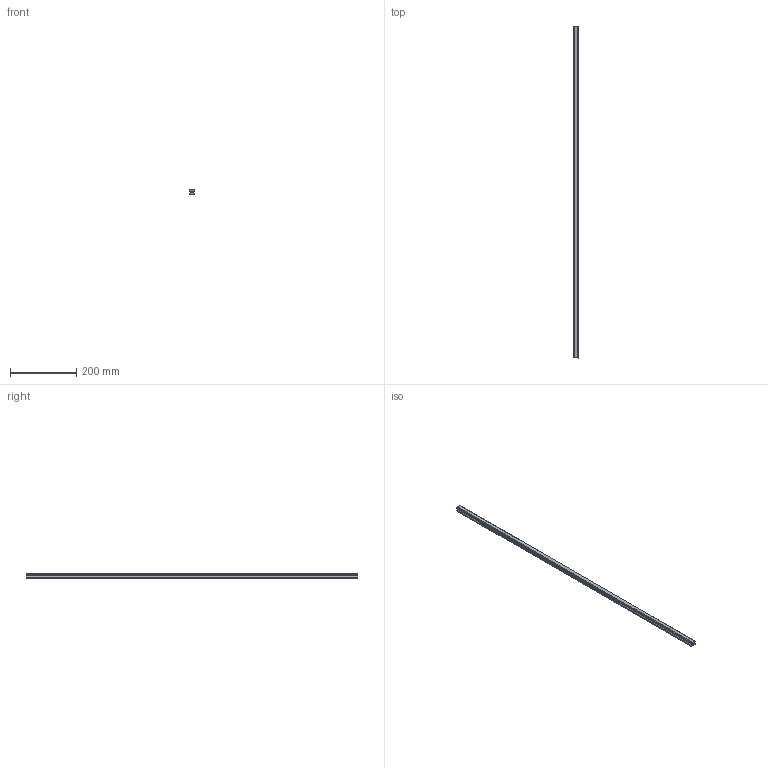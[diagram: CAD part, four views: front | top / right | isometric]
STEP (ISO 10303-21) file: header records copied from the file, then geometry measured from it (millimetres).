
FILE_DESCRIPTION(/* description */ ('Alibre Inc.'),/* implementation_level */ '2;1');
FILE_NAME(/* name */ 'export-8A90C0B3-221C-4BD7-8BCF-45A308EA54C4',/* time_stamp */ '2020-08-15T12:18:52+02:00',/* author */ (''),/* organization */ (''),/* preprocessor_version */ 'ST-DEVELOPER v17',/* originating_system */ 'Alibre',/* authorisation */ '');
FILE_SCHEMA (('AUTOMOTIVE_DESIGN'));
Length unit declared in the file: millimetre
Products named in the file (1): HGR15T1000H_FILE
Bounding box: 15 x 1000 x 15 mm (x, y, z)
Volume: 187669.9 mm3; surface area: 63722.8 mm2
Topology: 1 solids, 1 shells, 183 faces, 497 edges, 303 vertices
Faces by surface type: plane 89, cylinder 60, cone 34
Entity records: 5552 total; most frequent: CARTESIAN_POINT 949, ORIENTED_EDGE 926, DIRECTION 860, EDGE_CURVE 463, VECTOR 343, LINE 343, VERTEX_POINT 303, AXIS2_PLACEMENT_3D 303
